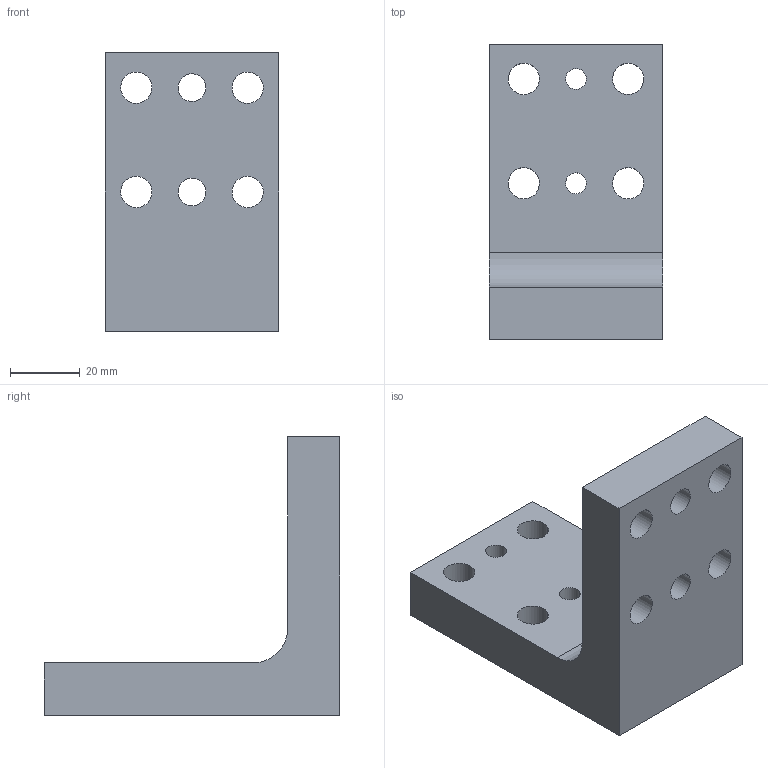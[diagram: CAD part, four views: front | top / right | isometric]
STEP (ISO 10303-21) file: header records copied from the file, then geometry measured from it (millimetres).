
FILE_DESCRIPTION(('CATIA V5 STEP Exchange'),'2;1');
FILE_NAME('AEGT288.stp','2017-07-06T00:44:05+00:00',('none'),('none'),'CATIA Version 5 Release 21 GA (IN-10)','CATIA V5 STEP AP203','none');
FILE_SCHEMA(('CONFIG_CONTROL_DESIGN'));
Length unit declared in the file: millimetre
Products named in the file (1): AEGT288
Bounding box: 50 x 85 x 80 mm (x, y, z)
Volume: 103582.7 mm3; surface area: 24208.7 mm2
Topology: 1 solids, 1 shells, 33 faces, 93 edges, 62 vertices
Faces by surface type: cylinder 25, plane 8
Entity records: 1077 total; most frequent: ORIENTED_EDGE 186, CARTESIAN_POINT 177, DIRECTION 135, EDGE_CURVE 93, AXIS2_PLACEMENT_3D 72, VERTEX_POINT 62, EDGE_LOOP 57, CIRCLE 50
